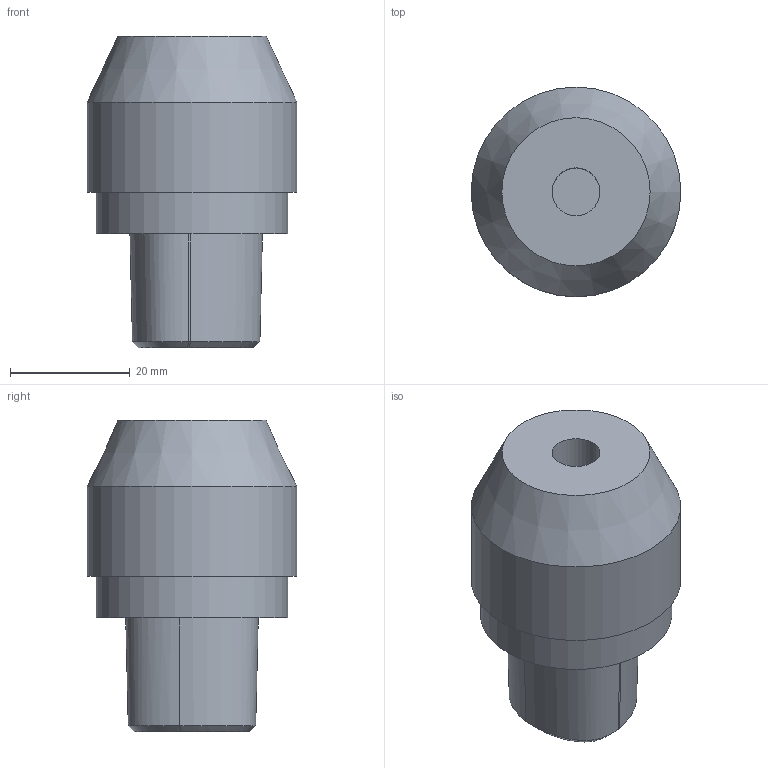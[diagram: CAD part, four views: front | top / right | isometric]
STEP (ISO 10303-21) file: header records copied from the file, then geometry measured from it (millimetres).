
FILE_DESCRIPTION(/* description */ (''),/* implementation_level */ '2;1');
FILE_NAME(/* name */ 'W9990592_stp.stp',/* time_stamp */ '2017-04-26T11:17:40+02:00',/* author */ (''),/* organization */ (''),/* preprocessor_version */ 'ST-DEVELOPER v15',/* originating_system */ 'SIEMENS PLM Software NX 9.0',/* authorisation */ '');
FILE_SCHEMA (('AUTOMOTIVE_DESIGN { 1 0 10303 214 3 1 1 1 }'));
Length unit declared in the file: millimetre
Products named in the file (1): reic1E90F7BC049j
Bounding box: 35 x 35 x 52 mm (x, y, z)
Volume: 32995.5 mm3; surface area: 7012.8 mm2
Topology: 1 solids, 1 shells, 17 faces, 31 edges, 19 vertices
Faces by surface type: bspline 8, plane 5, cylinder 3, cone 1
Full cylindrical faces by diameter (mm): 8 x1, 32 x1, 35 x1
Entity records: 1178 total; most frequent: CARTESIAN_POINT 874, ORIENTED_EDGE 54, DIRECTION 38, EDGE_CURVE 27, EDGE_LOOP 24, VERTEX_POINT 19, ADVANCED_FACE 17, AXIS2_PLACEMENT_3D 17
